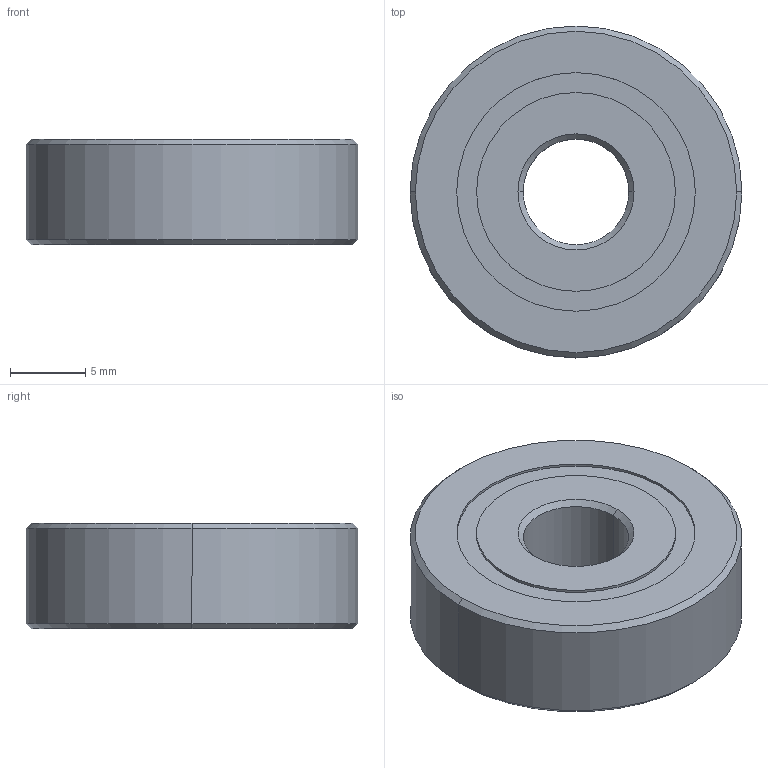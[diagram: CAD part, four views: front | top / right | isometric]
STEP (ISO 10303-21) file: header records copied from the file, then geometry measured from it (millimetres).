
FILE_DESCRIPTION(/* description */ (''),/* implementation_level */ '2;1');
FILE_NAME(/* name */ '5972K502BALL BEARING.stp',/* time_stamp */ '2021-10-12T21:22:56+01:00',/* author */ (''),/* organization */ (''),/* preprocessor_version */ 'ST-DEVELOPER v18.1',/* originating_system */ 'Autodesk Translation Framework v10.10.0.1391',/* authorisation */ '');
FILE_SCHEMA (('AUTOMOTIVE_DESIGN { 1 0 10303 214 3 1 1 }'));
Length unit declared in the file: millimetre
Products named in the file (1): 5972K502_BALL BEARING
Bounding box: 22 x 22 x 7 mm (x, y, z)
Volume: 2188 mm3; surface area: 2846.7 mm2
Topology: 16 solids, 16 shells, 76 faces, 186 edges, 78 vertices
Faces by surface type: sphere 34, cylinder 20, cone 8, plane 8, torus 6
Entity records: 1852 total; most frequent: DIRECTION 370, CARTESIAN_POINT 277, ORIENTED_EDGE 244, AXIS2_PLACEMENT_3D 171, EDGE_CURVE 122, CIRCLE 94, EDGE_LOOP 84, VERTEX_POINT 78
